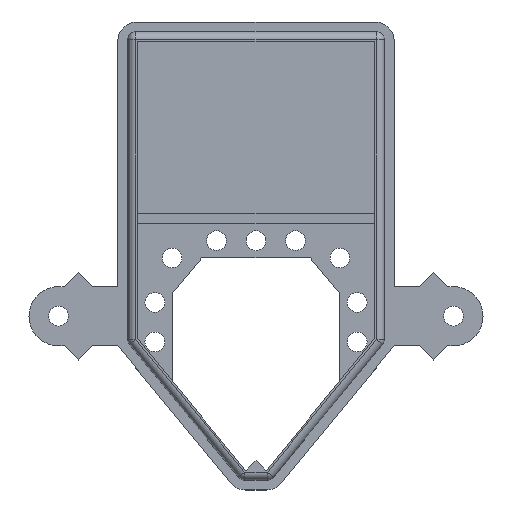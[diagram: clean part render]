
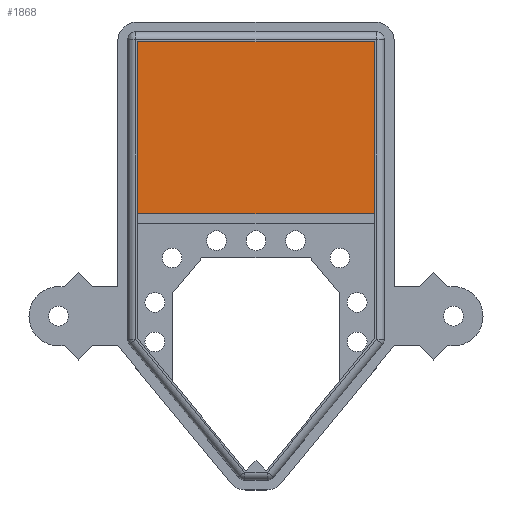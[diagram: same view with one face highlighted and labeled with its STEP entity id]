
A CAD part, top view. The second image highlights one B-rep face of the part: STEP entity #1868.
In plain terms, the highlighted planar face has unit normal (0, 0, 1).
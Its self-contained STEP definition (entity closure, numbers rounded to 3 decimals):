
#84=PLANE('',#2033);
#182=FACE_OUTER_BOUND('',#298,.T.);
#298=EDGE_LOOP('',(#1629,#1630,#1631,#1632));
#466=LINE('',#2946,#672);
#502=LINE('',#3029,#708);
#509=LINE('',#3043,#715);
#510=LINE('',#3044,#716);
#672=VECTOR('',#2375,10.);
#708=VECTOR('',#2475,10.);
#715=VECTOR('',#2488,10.);
#716=VECTOR('',#2489,10.);
#943=VERTEX_POINT('',#2943);
#944=VERTEX_POINT('',#2945);
#959=VERTEX_POINT('',#3028);
#963=VERTEX_POINT('',#3042);
#1153=EDGE_CURVE('',#943,#944,#466,.T.);
#1194=EDGE_CURVE('',#943,#959,#502,.T.);
#1201=EDGE_CURVE('',#959,#963,#509,.T.);
#1202=EDGE_CURVE('',#944,#963,#510,.T.);
#1629=ORIENTED_EDGE('',*,*,#1194,.T.);
#1630=ORIENTED_EDGE('',*,*,#1201,.T.);
#1631=ORIENTED_EDGE('',*,*,#1202,.F.);
#1632=ORIENTED_EDGE('',*,*,#1153,.F.);
#1868=ADVANCED_FACE('',(#182),#84,.T.);
#2033=AXIS2_PLACEMENT_3D('',#3041,#2486,#2487);
#2375=DIRECTION('',(0.,1.,0.));
#2475=DIRECTION('',(1.,0.,0.));
#2486=DIRECTION('center_axis',(0.,0.,1.));
#2487=DIRECTION('ref_axis',(1.,0.,0.));
#2488=DIRECTION('',(0.,1.,0.));
#2489=DIRECTION('',(1.,0.,0.));
#2943=CARTESIAN_POINT('',(-6.,8.,1.));
#2945=CARTESIAN_POINT('',(-6.,16.7,1.));
#2946=CARTESIAN_POINT('',(-6.,11.275,1.));
#3028=CARTESIAN_POINT('',(6.,8.,1.));
#3029=CARTESIAN_POINT('',(5.875,8.,1.));
#3041=CARTESIAN_POINT('Origin',(5.75,5.85,1.));
#3042=CARTESIAN_POINT('',(6.,16.7,1.));
#3043=CARTESIAN_POINT('',(6.,11.275,1.));
#3044=CARTESIAN_POINT('',(-2.875,16.7,1.));
